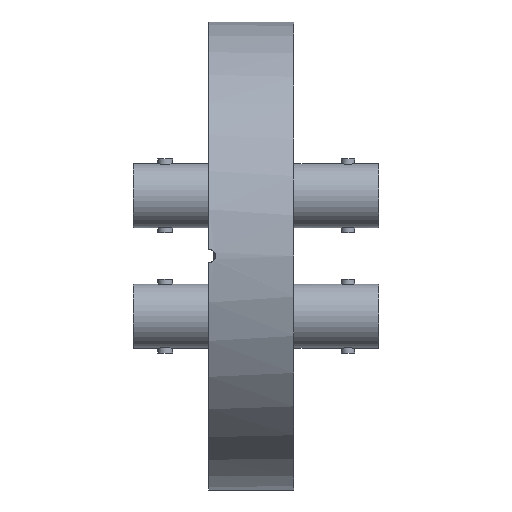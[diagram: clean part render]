
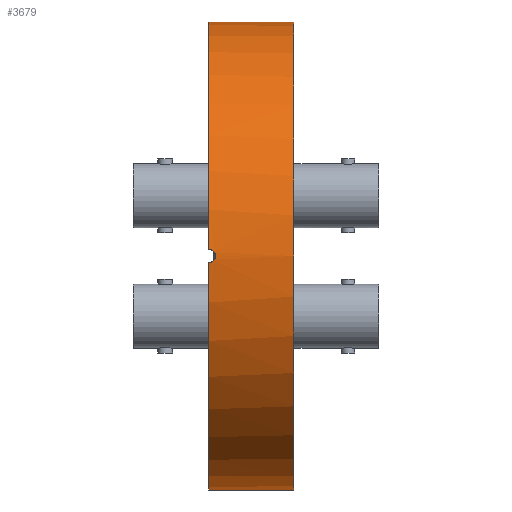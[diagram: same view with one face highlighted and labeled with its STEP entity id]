
A CAD part, left-side view. The second image highlights one B-rep face of the part: STEP entity #3679.
In plain terms, the highlighted cylindrical face has radius 34.95 mm (diameter 69.9 mm), a partial arc.
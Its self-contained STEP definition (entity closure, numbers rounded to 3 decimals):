
#9 = CARTESIAN_POINT ( 'NONE',  ( -34.949, -0.974, 0.263 ) ) ;
#34 = CARTESIAN_POINT ( 'NONE',  ( -34.936, -0.264, -1. ) ) ;
#86 = CARTESIAN_POINT ( 'NONE',  ( -34.947, -0.874, -0.503 ) ) ;
#141 = EDGE_CURVE ( 'NONE', #2564, #1245, #2858, .T. ) ;
#172 = B_SPLINE_CURVE_WITH_KNOTS ( 'NONE', 3,
 ( #2900, #1777, #3228, #2941, #298, #1456, #655, #9, #1511, #2323, #2650, #86, #610, #2597, #34, #1237 ),
 .UNSPECIFIED., .F., .F.,
 ( 4, 2, 2, 2, 2, 2, 2, 4 ),
 ( 0., 0., 0.001, 0.001, 0.002, 0.002, 0.002, 0.003 ),
 .UNSPECIFIED. ) ;
#196 = CARTESIAN_POINT ( 'NONE',  ( 0., 0., 0. ) ) ;
#298 = CARTESIAN_POINT ( 'NONE',  ( -34.941, -0.615, 0.799 ) ) ;
#330 = AXIS2_PLACEMENT_3D ( 'NONE', #196, #842, #2500 ) ;
#338 = DIRECTION ( 'NONE',  ( 0., 1., 0. ) ) ;
#373 = CARTESIAN_POINT ( 'NONE',  ( 0., 0., -34.95 ) ) ;
#506 = DIRECTION ( 'NONE',  ( 0., 0., 1. ) ) ;
#533 = VERTEX_POINT ( 'NONE', #2197 ) ;
#600 = ORIENTED_EDGE ( 'NONE', *, *, #1126, .F. ) ;
#610 = CARTESIAN_POINT ( 'NONE',  ( -34.945, -0.801, -0.613 ) ) ;
#655 = CARTESIAN_POINT ( 'NONE',  ( -34.947, -0.874, 0.503 ) ) ;
#698 = LINE ( 'NONE', #1540, #2911 ) ;
#842 = DIRECTION ( 'NONE',  ( 0., 1., 0. ) ) ;
#869 = VERTEX_POINT ( 'NONE', #373 ) ;
#875 = CARTESIAN_POINT ( 'NONE',  ( 0., 0., 34.95 ) ) ;
#879 = EDGE_CURVE ( 'NONE', #533, #1961, #172, .T. ) ;
#950 = EDGE_CURVE ( 'NONE', #869, #1961, #3567, .T. ) ;
#1079 = DIRECTION ( 'NONE',  ( 0., 1., 0. ) ) ;
#1126 = EDGE_CURVE ( 'NONE', #533, #2180, #3628, .T. ) ;
#1143 = ORIENTED_EDGE ( 'NONE', *, *, #879, .T. ) ;
#1186 = LINE ( 'NONE', #2324, #3403 ) ;
#1237 = CARTESIAN_POINT ( 'NONE',  ( -34.936, 0., -1. ) ) ;
#1245 = VERTEX_POINT ( 'NONE', #1600 ) ;
#1343 = CARTESIAN_POINT ( 'NONE',  ( 0., -12.7, 0. ) ) ;
#1456 = CARTESIAN_POINT ( 'NONE',  ( -34.945, -0.799, 0.615 ) ) ;
#1510 = ORIENTED_EDGE ( 'NONE', *, *, #1607, .F. ) ;
#1511 = CARTESIAN_POINT ( 'NONE',  ( -34.95, -1., 0.131 ) ) ;
#1540 = CARTESIAN_POINT ( 'NONE',  ( 0., -12.7, 34.95 ) ) ;
#1600 = CARTESIAN_POINT ( 'NONE',  ( 0., -12.7, 34.95 ) ) ;
#1607 = EDGE_CURVE ( 'NONE', #2564, #869, #1186, .T. ) ;
#1777 = CARTESIAN_POINT ( 'NONE',  ( -34.936, -0.132, 1. ) ) ;
#1843 = ORIENTED_EDGE ( 'NONE', *, *, #141, .T. ) ;
#1845 = DIRECTION ( 'NONE',  ( 0., 1., 0. ) ) ;
#1961 = VERTEX_POINT ( 'NONE', #3318 ) ;
#2073 = CARTESIAN_POINT ( 'NONE',  ( 0., -12.7, -34.95 ) ) ;
#2114 = CYLINDRICAL_SURFACE ( 'NONE', #2204, 34.95 ) ;
#2180 = VERTEX_POINT ( 'NONE', #875 ) ;
#2197 = CARTESIAN_POINT ( 'NONE',  ( -34.936, 0., 1. ) ) ;
#2204 = AXIS2_PLACEMENT_3D ( 'NONE', #2690, #2974, #3193 ) ;
#2276 = CARTESIAN_POINT ( 'NONE',  ( 0., 0., 0. ) ) ;
#2323 = CARTESIAN_POINT ( 'NONE',  ( -34.95, -1., -0.13 ) ) ;
#2324 = CARTESIAN_POINT ( 'NONE',  ( 0., -12.7, -34.95 ) ) ;
#2383 = FACE_OUTER_BOUND ( 'NONE', #2432, .T. ) ;
#2432 = EDGE_LOOP ( 'NONE', ( #1510, #1843, #3579, #600, #1143, #3682 ) ) ;
#2500 = DIRECTION ( 'NONE',  ( 0., 0., 1. ) ) ;
#2547 = AXIS2_PLACEMENT_3D ( 'NONE', #2276, #2611, #3205 ) ;
#2564 = VERTEX_POINT ( 'NONE', #2073 ) ;
#2597 = CARTESIAN_POINT ( 'NONE',  ( -34.939, -0.521, -0.893 ) ) ;
#2611 = DIRECTION ( 'NONE',  ( 0., 1., 0. ) ) ;
#2650 = CARTESIAN_POINT ( 'NONE',  ( -34.949, -0.974, -0.261 ) ) ;
#2690 = CARTESIAN_POINT ( 'NONE',  ( 0., -12.7, 0. ) ) ;
#2858 = CIRCLE ( 'NONE', #3110, 34.95 ) ;
#2900 = CARTESIAN_POINT ( 'NONE',  ( -34.936, 0., 1. ) ) ;
#2911 = VECTOR ( 'NONE', #1845, 1000. ) ;
#2941 = CARTESIAN_POINT ( 'NONE',  ( -34.939, -0.504, 0.874 ) ) ;
#2974 = DIRECTION ( 'NONE',  ( 0., 1., 0. ) ) ;
#3102 = EDGE_CURVE ( 'NONE', #1245, #2180, #698, .T. ) ;
#3110 = AXIS2_PLACEMENT_3D ( 'NONE', #1343, #1079, #506 ) ;
#3193 = DIRECTION ( 'NONE',  ( 0., 0., 1. ) ) ;
#3205 = DIRECTION ( 'NONE',  ( 0., 0., 1. ) ) ;
#3228 = CARTESIAN_POINT ( 'NONE',  ( -34.936, -0.262, 0.974 ) ) ;
#3318 = CARTESIAN_POINT ( 'NONE',  ( -34.936, 0., -1. ) ) ;
#3403 = VECTOR ( 'NONE', #338, 1000. ) ;
#3567 = CIRCLE ( 'NONE', #330, 34.95 ) ;
#3579 = ORIENTED_EDGE ( 'NONE', *, *, #3102, .T. ) ;
#3628 = CIRCLE ( 'NONE', #2547, 34.95 ) ;
#3679 = ADVANCED_FACE ( 'NONE', ( #2383 ), #2114, .T. ) ;
#3682 = ORIENTED_EDGE ( 'NONE', *, *, #950, .F. ) ;
